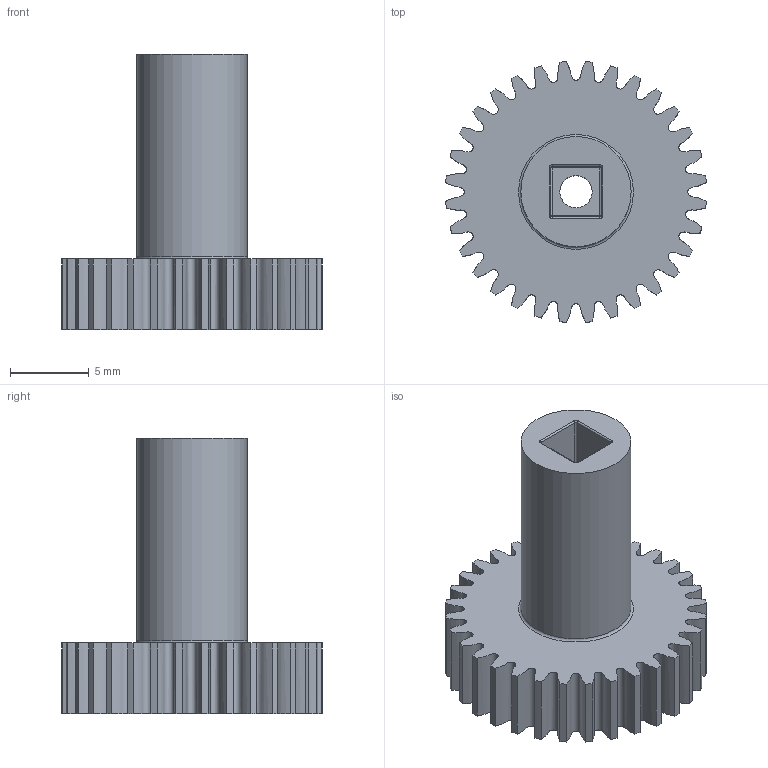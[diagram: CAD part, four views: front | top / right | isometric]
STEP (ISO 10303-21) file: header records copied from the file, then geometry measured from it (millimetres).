
FILE_DESCRIPTION(/* description */ (''),/* implementation_level */ '2;1');
FILE_NAME(/* name */ '276-2177-008 Rev1_MIR_MIR.ipt.step',/* time_stamp */ '2020-04-16T23:06:35-04:00',/* author */ ('Josef'),/* organization */ (''),/* preprocessor_version */ 'ST-DEVELOPER v17',/* originating_system */ 'Autodesk Inventor 2019',/* authorisation */ '');
FILE_SCHEMA (('AUTOMOTIVE_DESIGN { 1 0 10303 214 3 1 1 }'));
Length unit declared in the file: inch
Products named in the file (1): 276-2177-008 Rev1_MIR_MIR
Bounding box: 16.56 x 16.56 x 17.5 mm (x, y, z)
Volume: 1175.5 mm3; surface area: 1304.2 mm2
Topology: 1 solids, 1 shells, 97 faces, 266 edges, 170 vertices
Faces by surface type: cylinder 47, bspline 32, plane 9, torus 5, sphere 4
Full cylindrical faces by diameter (mm): 2.05 x1, 6.1 x1, 7 x1
Entity records: 27500 total; most frequent: CARTESIAN_POINT 25138, ORIENTED_EDGE 524, DIRECTION 437, EDGE_CURVE 262, AXIS2_PLACEMENT_3D 173, VERTEX_POINT 170, CIRCLE 107, EDGE_LOOP 102
